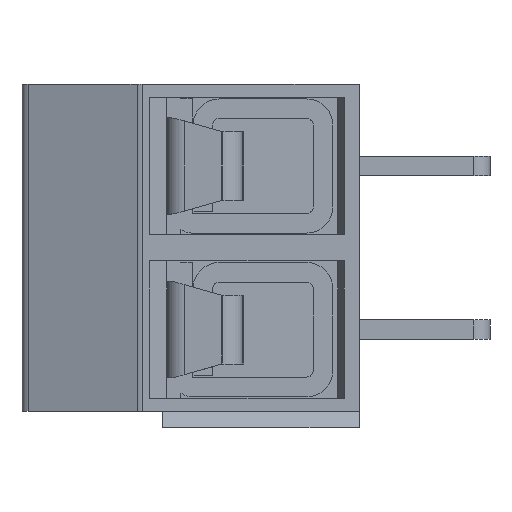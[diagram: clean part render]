
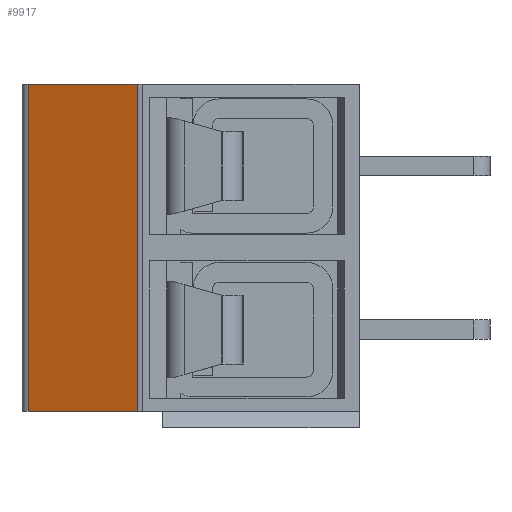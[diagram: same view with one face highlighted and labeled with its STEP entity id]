
A CAD part, left-side view. The second image highlights one B-rep face of the part: STEP entity #9917.
In plain terms, the highlighted planar face has unit normal (-0.936, 0.351, 0).
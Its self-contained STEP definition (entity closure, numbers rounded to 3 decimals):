
#8161 = PLANE('',#8162);
#8162 = AXIS2_PLACEMENT_3D('',#8163,#8164,#8165);
#8163 = CARTESIAN_POINT('',(-2.513,0.,-12.5));
#8164 = DIRECTION('',(0.,0.,1.));
#8165 = DIRECTION('',(1.,0.,-0.));
#8765 = VERTEX_POINT('',#8766);
#8766 = CARTESIAN_POINT('',(0.032,6.785,-12.5));
#8785 = CYLINDRICAL_SURFACE('',#8786,0.5);
#8786 = AXIS2_PLACEMENT_3D('',#8787,#8788,#8789);
#8787 = CARTESIAN_POINT('',(0.5,6.609,12.5));
#8788 = DIRECTION('',(0.,0.,-1.));
#8789 = DIRECTION('',(-1.,0.,0.));
#8797 = EDGE_CURVE('',#8798,#8765,#8800,.T.);
#8798 = VERTEX_POINT('',#8799);
#8799 = CARTESIAN_POINT('',(1.277,10.105,-12.5));
#8800 = SURFACE_CURVE('',#8801,(#8805,#8812),.PCURVE_S1.);
#8801 = LINE('',#8802,#8803);
#8802 = CARTESIAN_POINT('',(1.35,10.3,-12.5));
#8803 = VECTOR('',#8804,1.);
#8804 = DIRECTION('',(-0.351,-0.936,0.));
#8805 = PCURVE('',#8161,#8806);
#8806 = DEFINITIONAL_REPRESENTATION('',(#8807),#8811);
#8807 = LINE('',#8808,#8809);
#8808 = CARTESIAN_POINT('',(3.863,10.3));
#8809 = VECTOR('',#8810,1.);
#8810 = DIRECTION('',(-0.351,-0.936));
#8811 = ( GEOMETRIC_REPRESENTATION_CONTEXT(2) 
PARAMETRIC_REPRESENTATION_CONTEXT() REPRESENTATION_CONTEXT('2D SPACE',''
  ) );
#8812 = PCURVE('',#8813,#8818);
#8813 = PLANE('',#8814);
#8814 = AXIS2_PLACEMENT_3D('',#8815,#8816,#8817);
#8815 = CARTESIAN_POINT('',(1.35,10.3,12.5));
#8816 = DIRECTION('',(0.936,-0.351,0.));
#8817 = DIRECTION('',(0.351,0.936,0.));
#8818 = DEFINITIONAL_REPRESENTATION('',(#8819),#8823);
#8819 = LINE('',#8820,#8821);
#8820 = CARTESIAN_POINT('',(0.,-25.));
#8821 = VECTOR('',#8822,1.);
#8822 = DIRECTION('',(-1.,0.));
#8823 = ( GEOMETRIC_REPRESENTATION_CONTEXT(2) 
PARAMETRIC_REPRESENTATION_CONTEXT() REPRESENTATION_CONTEXT('2D SPACE',''
  ) );
#8846 = CYLINDRICAL_SURFACE('',#8847,0.3);
#8847 = AXIS2_PLACEMENT_3D('',#8848,#8849,#8850);
#8848 = CARTESIAN_POINT('',(1.558,10.,12.5));
#8849 = DIRECTION('',(0.,0.,-1.));
#8850 = DIRECTION('',(-1.,0.,0.));
#9314 = PLANE('',#9315);
#9315 = AXIS2_PLACEMENT_3D('',#9316,#9317,#9318);
#9316 = CARTESIAN_POINT('',(-2.513,0.,-2.5));
#9317 = DIRECTION('',(0.,0.,1.));
#9318 = DIRECTION('',(1.,0.,-0.));
#9917 = ADVANCED_FACE('',(#9918),#8813,.F.);
#9918 = FACE_BOUND('',#9919,.T.);
#9919 = EDGE_LOOP('',(#9920,#9943,#9966,#9987));
#9920 = ORIENTED_EDGE('',*,*,#9921,.T.);
#9921 = EDGE_CURVE('',#8765,#9922,#9924,.T.);
#9922 = VERTEX_POINT('',#9923);
#9923 = CARTESIAN_POINT('',(0.032,6.785,-2.5));
#9924 = SURFACE_CURVE('',#9925,(#9929,#9936),.PCURVE_S1.);
#9925 = LINE('',#9926,#9927);
#9926 = CARTESIAN_POINT('',(0.032,6.785,12.5));
#9927 = VECTOR('',#9928,1.);
#9928 = DIRECTION('',(0.,0.,1.));
#9929 = PCURVE('',#8813,#9930);
#9930 = DEFINITIONAL_REPRESENTATION('',(#9931),#9935);
#9931 = LINE('',#9932,#9933);
#9932 = CARTESIAN_POINT('',(-3.754,0.));
#9933 = VECTOR('',#9934,1.);
#9934 = DIRECTION('',(0.,1.));
#9935 = ( GEOMETRIC_REPRESENTATION_CONTEXT(2) 
PARAMETRIC_REPRESENTATION_CONTEXT() REPRESENTATION_CONTEXT('2D SPACE',''
  ) );
#9936 = PCURVE('',#8785,#9937);
#9937 = DEFINITIONAL_REPRESENTATION('',(#9938),#9942);
#9938 = LINE('',#9939,#9940);
#9939 = CARTESIAN_POINT('',(0.359,0.));
#9940 = VECTOR('',#9941,1.);
#9941 = DIRECTION('',(0.,-1.));
#9942 = ( GEOMETRIC_REPRESENTATION_CONTEXT(2) 
PARAMETRIC_REPRESENTATION_CONTEXT() REPRESENTATION_CONTEXT('2D SPACE',''
  ) );
#9943 = ORIENTED_EDGE('',*,*,#9944,.F.);
#9944 = EDGE_CURVE('',#9945,#9922,#9947,.T.);
#9945 = VERTEX_POINT('',#9946);
#9946 = CARTESIAN_POINT('',(1.277,10.105,-2.5));
#9947 = SURFACE_CURVE('',#9948,(#9952,#9959),.PCURVE_S1.);
#9948 = LINE('',#9949,#9950);
#9949 = CARTESIAN_POINT('',(1.35,10.3,-2.5));
#9950 = VECTOR('',#9951,1.);
#9951 = DIRECTION('',(-0.351,-0.936,0.));
#9952 = PCURVE('',#8813,#9953);
#9953 = DEFINITIONAL_REPRESENTATION('',(#9954),#9958);
#9954 = LINE('',#9955,#9956);
#9955 = CARTESIAN_POINT('',(0.,-15.));
#9956 = VECTOR('',#9957,1.);
#9957 = DIRECTION('',(-1.,0.));
#9958 = ( GEOMETRIC_REPRESENTATION_CONTEXT(2) 
PARAMETRIC_REPRESENTATION_CONTEXT() REPRESENTATION_CONTEXT('2D SPACE',''
  ) );
#9959 = PCURVE('',#9314,#9960);
#9960 = DEFINITIONAL_REPRESENTATION('',(#9961),#9965);
#9961 = LINE('',#9962,#9963);
#9962 = CARTESIAN_POINT('',(3.863,10.3));
#9963 = VECTOR('',#9964,1.);
#9964 = DIRECTION('',(-0.351,-0.936));
#9965 = ( GEOMETRIC_REPRESENTATION_CONTEXT(2) 
PARAMETRIC_REPRESENTATION_CONTEXT() REPRESENTATION_CONTEXT('2D SPACE',''
  ) );
#9966 = ORIENTED_EDGE('',*,*,#9967,.T.);
#9967 = EDGE_CURVE('',#9945,#8798,#9968,.T.);
#9968 = SURFACE_CURVE('',#9969,(#9973,#9980),.PCURVE_S1.);
#9969 = LINE('',#9970,#9971);
#9970 = CARTESIAN_POINT('',(1.277,10.105,12.5));
#9971 = VECTOR('',#9972,1.);
#9972 = DIRECTION('',(0.,0.,-1.));
#9973 = PCURVE('',#8813,#9974);
#9974 = DEFINITIONAL_REPRESENTATION('',(#9975),#9979);
#9975 = LINE('',#9976,#9977);
#9976 = CARTESIAN_POINT('',(-0.208,0.));
#9977 = VECTOR('',#9978,1.);
#9978 = DIRECTION('',(0.,-1.));
#9979 = ( GEOMETRIC_REPRESENTATION_CONTEXT(2) 
PARAMETRIC_REPRESENTATION_CONTEXT() REPRESENTATION_CONTEXT('2D SPACE',''
  ) );
#9980 = PCURVE('',#8846,#9981);
#9981 = DEFINITIONAL_REPRESENTATION('',(#9982),#9986);
#9982 = LINE('',#9983,#9984);
#9983 = CARTESIAN_POINT('',(0.359,0.));
#9984 = VECTOR('',#9985,1.);
#9985 = DIRECTION('',(0.,1.));
#9986 = ( GEOMETRIC_REPRESENTATION_CONTEXT(2) 
PARAMETRIC_REPRESENTATION_CONTEXT() REPRESENTATION_CONTEXT('2D SPACE',''
  ) );
#9987 = ORIENTED_EDGE('',*,*,#8797,.T.);
